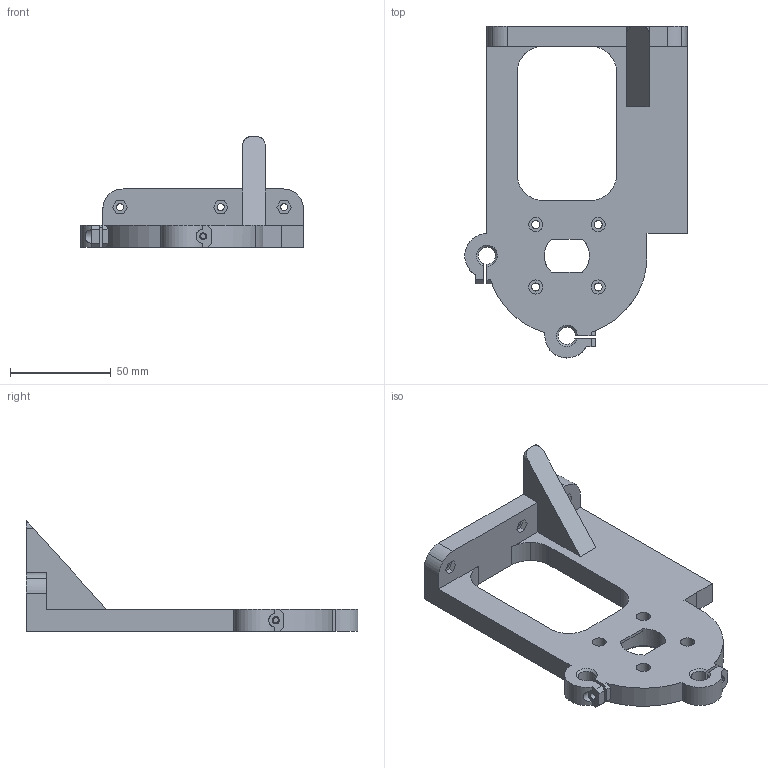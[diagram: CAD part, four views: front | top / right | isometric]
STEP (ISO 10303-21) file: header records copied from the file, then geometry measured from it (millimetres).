
FILE_DESCRIPTION((' '),'2;1');
FILE_NAME('01 XFrame_Left.stp','2016-10-08T09:07:47+00:00',('none'),('none'),' ',' AP214','none');
FILE_SCHEMA(('AUTOMOTIVE_DESIGN { 1 0 10303 214 1 1 1 1 }'));
Length unit declared in the file: millimetre
Products named in the file (1): G004175_Cycl_marcoIzquierdoX
Bounding box: 110.5 x 164.75 x 55 mm (x, y, z)
Volume: 131940.6 mm3; surface area: 36220.8 mm2
Topology: 1 solids, 1 shells, 132 faces, 371 edges, 249 vertices
Faces by surface type: plane 70, cylinder 58, cone 4
Entity records: 4722 total; most frequent: CARTESIAN_POINT 923, ORIENTED_EDGE 742, DIRECTION 559, EDGE_CURVE 371, VERTEX_POINT 249, VECTOR 234, LINE 234, AXIS2_PLACEMENT_3D 220
